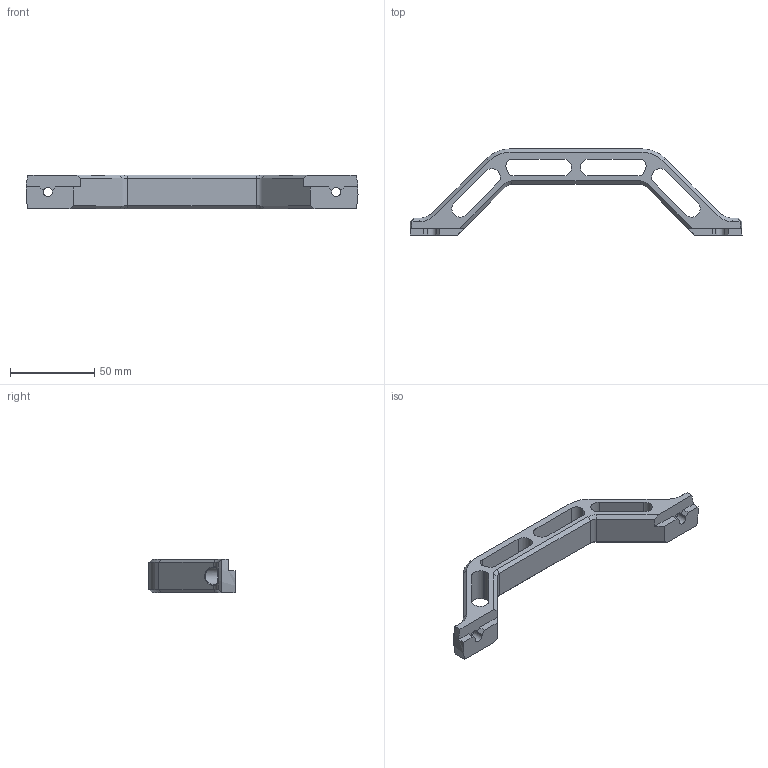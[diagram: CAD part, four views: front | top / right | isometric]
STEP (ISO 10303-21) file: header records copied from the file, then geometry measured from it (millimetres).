
FILE_DESCRIPTION(/* description */ (''),/* implementation_level */ '2;1');
FILE_NAME(/* name */ '5f91e9099ad2f81647c2b8ea',/* time_stamp */ '2020-10-22T20:18:19+00:00',/* author */ (''),/* organization */ (''),/* preprocessor_version */ 'ST-DEVELOPER v16.7',/* originating_system */ $,/* authorisation */ $);
FILE_SCHEMA (('AUTOMOTIVE_DESIGN {1 0 10303 214 3 1 1}'));
Length unit declared in the file: metre
Products named in the file (1): Handle
Bounding box: 196.53 x 51 x 20 mm (x, y, z)
Volume: 50927.1 mm3; surface area: 21196.3 mm2
Topology: 1 solids, 1 shells, 101 faces, 267 edges, 166 vertices
Faces by surface type: plane 56, cylinder 24, cone 16, bspline 4, torus 1
Full cylindrical faces by diameter (mm): 5.4 x2, 10 x2
Entity records: 3204 total; most frequent: CARTESIAN_POINT 678, DIRECTION 520, ORIENTED_EDGE 514, EDGE_CURVE 257, LINE 174, VECTOR 174, AXIS2_PLACEMENT_3D 173, VERTEX_POINT 163
